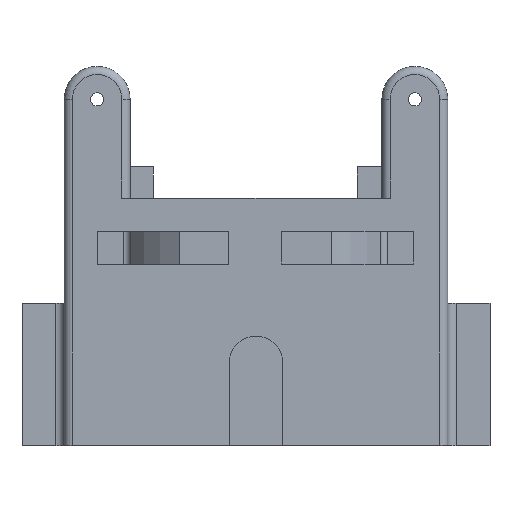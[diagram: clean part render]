
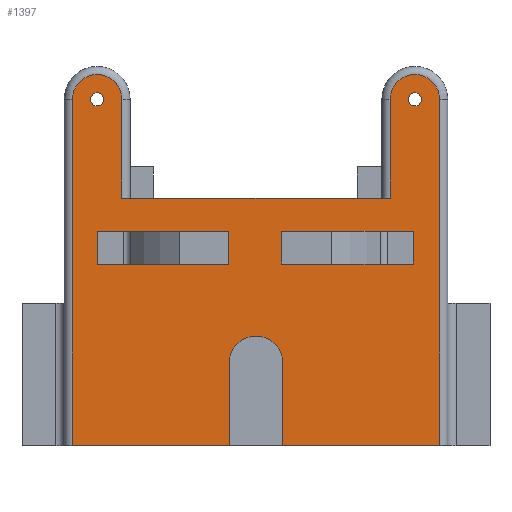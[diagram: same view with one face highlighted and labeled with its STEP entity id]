
A CAD part, top view. The second image highlights one B-rep face of the part: STEP entity #1397.
In plain terms, the highlighted planar face has unit normal (0, 0, 1).
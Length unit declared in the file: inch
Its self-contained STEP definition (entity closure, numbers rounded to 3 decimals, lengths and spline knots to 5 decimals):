
#18=FACE_BOUND('',#497,.T.);
#19=FACE_BOUND('',#498,.T.);
#20=FACE_BOUND('',#499,.T.);
#21=FACE_BOUND('',#500,.T.);
#38=PLANE('',#1538);
#132=LINE('',#2251,#269);
#134=LINE('',#2265,#271);
#136=LINE('',#2269,#273);
#137=LINE('',#2271,#274);
#138=LINE('',#2273,#275);
#139=LINE('',#2277,#276);
#140=LINE('',#2279,#277);
#141=LINE('',#2281,#278);
#142=LINE('',#2284,#279);
#143=LINE('',#2291,#280);
#144=LINE('',#2293,#281);
#145=LINE('',#2295,#282);
#146=LINE('',#2296,#283);
#147=LINE('',#2299,#284);
#148=LINE('',#2301,#285);
#149=LINE('',#2303,#286);
#150=LINE('',#2304,#287);
#269=VECTOR('',#1800,0.3937);
#271=VECTOR('',#1816,0.3937);
#273=VECTOR('',#1820,0.3937);
#274=VECTOR('',#1821,0.3937);
#275=VECTOR('',#1822,0.3937);
#276=VECTOR('',#1825,0.3937);
#277=VECTOR('',#1826,0.3937);
#278=VECTOR('',#1827,0.3937);
#279=VECTOR('',#1830,0.3937);
#280=VECTOR('',#1835,0.3937);
#281=VECTOR('',#1836,0.3937);
#282=VECTOR('',#1837,0.3937);
#283=VECTOR('',#1838,0.3937);
#284=VECTOR('',#1839,0.3937);
#285=VECTOR('',#1840,0.3937);
#286=VECTOR('',#1841,0.3937);
#287=VECTOR('',#1842,0.3937);
#414=FACE_OUTER_BOUND('',#496,.T.);
#496=EDGE_LOOP('',(#1104,#1105,#1106,#1107,#1108,#1109,#1110,#1111,#1112,
#1113,#1114,#1115));
#497=EDGE_LOOP('',(#1116));
#498=EDGE_LOOP('',(#1117));
#499=EDGE_LOOP('',(#1118,#1119,#1120,#1121));
#500=EDGE_LOOP('',(#1122,#1123,#1124,#1125));
#595=CIRCLE('',#1534,0.1875);
#598=CIRCLE('',#1539,0.20313);
#599=CIRCLE('',#1540,0.1875);
#600=CIRCLE('',#1541,0.05);
#601=CIRCLE('',#1542,0.05);
#686=VERTEX_POINT('',#2248);
#687=VERTEX_POINT('',#2250);
#690=VERTEX_POINT('',#2257);
#692=VERTEX_POINT('',#2263);
#693=VERTEX_POINT('',#2268);
#694=VERTEX_POINT('',#2270);
#695=VERTEX_POINT('',#2272);
#696=VERTEX_POINT('',#2274);
#697=VERTEX_POINT('',#2276);
#698=VERTEX_POINT('',#2278);
#699=VERTEX_POINT('',#2280);
#700=VERTEX_POINT('',#2282);
#701=VERTEX_POINT('',#2285);
#702=VERTEX_POINT('',#2287);
#703=VERTEX_POINT('',#2289);
#704=VERTEX_POINT('',#2290);
#705=VERTEX_POINT('',#2292);
#706=VERTEX_POINT('',#2294);
#707=VERTEX_POINT('',#2297);
#708=VERTEX_POINT('',#2298);
#709=VERTEX_POINT('',#2300);
#710=VERTEX_POINT('',#2302);
#844=EDGE_CURVE('',#686,#687,#132,.T.);
#848=EDGE_CURVE('',#690,#686,#595,.T.);
#851=EDGE_CURVE('',#692,#690,#134,.T.);
#853=EDGE_CURVE('',#693,#687,#136,.T.);
#854=EDGE_CURVE('',#694,#692,#137,.T.);
#855=EDGE_CURVE('',#694,#695,#138,.T.);
#856=EDGE_CURVE('',#695,#696,#598,.T.);
#857=EDGE_CURVE('',#696,#697,#139,.T.);
#858=EDGE_CURVE('',#698,#697,#140,.T.);
#859=EDGE_CURVE('',#699,#698,#141,.T.);
#860=EDGE_CURVE('',#700,#699,#599,.T.);
#861=EDGE_CURVE('',#693,#700,#142,.T.);
#862=EDGE_CURVE('',#701,#701,#600,.T.);
#863=EDGE_CURVE('',#702,#702,#601,.T.);
#864=EDGE_CURVE('',#703,#704,#143,.T.);
#865=EDGE_CURVE('',#704,#705,#144,.T.);
#866=EDGE_CURVE('',#705,#706,#145,.T.);
#867=EDGE_CURVE('',#706,#703,#146,.T.);
#868=EDGE_CURVE('',#707,#708,#147,.T.);
#869=EDGE_CURVE('',#708,#709,#148,.T.);
#870=EDGE_CURVE('',#709,#710,#149,.T.);
#871=EDGE_CURVE('',#710,#707,#150,.T.);
#1104=ORIENTED_EDGE('',*,*,#853,.T.);
#1105=ORIENTED_EDGE('',*,*,#844,.F.);
#1106=ORIENTED_EDGE('',*,*,#848,.F.);
#1107=ORIENTED_EDGE('',*,*,#851,.F.);
#1108=ORIENTED_EDGE('',*,*,#854,.F.);
#1109=ORIENTED_EDGE('',*,*,#855,.T.);
#1110=ORIENTED_EDGE('',*,*,#856,.T.);
#1111=ORIENTED_EDGE('',*,*,#857,.T.);
#1112=ORIENTED_EDGE('',*,*,#858,.F.);
#1113=ORIENTED_EDGE('',*,*,#859,.F.);
#1114=ORIENTED_EDGE('',*,*,#860,.F.);
#1115=ORIENTED_EDGE('',*,*,#861,.F.);
#1116=ORIENTED_EDGE('',*,*,#862,.T.);
#1117=ORIENTED_EDGE('',*,*,#863,.T.);
#1118=ORIENTED_EDGE('',*,*,#864,.T.);
#1119=ORIENTED_EDGE('',*,*,#865,.T.);
#1120=ORIENTED_EDGE('',*,*,#866,.T.);
#1121=ORIENTED_EDGE('',*,*,#867,.T.);
#1122=ORIENTED_EDGE('',*,*,#868,.T.);
#1123=ORIENTED_EDGE('',*,*,#869,.T.);
#1124=ORIENTED_EDGE('',*,*,#870,.T.);
#1125=ORIENTED_EDGE('',*,*,#871,.T.);
#1397=ADVANCED_FACE('',(#414,#18,#19,#20,#21),#38,.T.);
#1534=AXIS2_PLACEMENT_3D('',#2259,#1808,#1809);
#1538=AXIS2_PLACEMENT_3D('',#2267,#1818,#1819);
#1539=AXIS2_PLACEMENT_3D('',#2275,#1823,#1824);
#1540=AXIS2_PLACEMENT_3D('',#2283,#1828,#1829);
#1541=AXIS2_PLACEMENT_3D('',#2286,#1831,#1832);
#1542=AXIS2_PLACEMENT_3D('',#2288,#1833,#1834);
#1800=DIRECTION('',(0.,-1.,0.));
#1808=DIRECTION('center_axis',(0.,0.,-1.));
#1809=DIRECTION('ref_axis',(0.,1.,0.));
#1816=DIRECTION('',(0.,1.,0.));
#1818=DIRECTION('center_axis',(0.,0.,1.));
#1819=DIRECTION('ref_axis',(1.,0.,0.));
#1820=DIRECTION('',(-1.,0.,0.));
#1821=DIRECTION('',(-1.,0.,0.));
#1822=DIRECTION('',(0.,1.,0.));
#1823=DIRECTION('center_axis',(0.,0.,-1.));
#1824=DIRECTION('ref_axis',(-1.,0.,0.));
#1825=DIRECTION('',(0.,-1.,0.));
#1826=DIRECTION('',(-1.,0.,0.));
#1827=DIRECTION('',(0.,-1.,0.));
#1828=DIRECTION('center_axis',(0.,0.,-1.));
#1829=DIRECTION('ref_axis',(0.,1.,0.));
#1830=DIRECTION('',(0.,1.,0.));
#1831=DIRECTION('center_axis',(0.,0.,-1.));
#1832=DIRECTION('ref_axis',(-1.,0.,0.));
#1833=DIRECTION('center_axis',(0.,0.,-1.));
#1834=DIRECTION('ref_axis',(-1.,0.,0.));
#1835=DIRECTION('',(0.,-1.,0.));
#1836=DIRECTION('',(-1.,0.,0.));
#1837=DIRECTION('',(0.,1.,0.));
#1838=DIRECTION('',(1.,0.,0.));
#1839=DIRECTION('',(0.,-1.,0.));
#1840=DIRECTION('',(-1.,0.,0.));
#1841=DIRECTION('',(0.,1.,0.));
#1842=DIRECTION('',(1.,0.,0.));
#2248=CARTESIAN_POINT('',(-1.0178,-1.8375,0.125));
#2250=CARTESIAN_POINT('',(-1.0178,-2.5875,0.125));
#2251=CARTESIAN_POINT('',(-1.0178,-2.4893,0.125));
#2257=CARTESIAN_POINT('',(-1.3928,-1.8375,0.125));
#2259=CARTESIAN_POINT('Origin',(-1.2053,-1.8375,0.125));
#2263=CARTESIAN_POINT('',(-1.3928,-4.4625,0.125));
#2265=CARTESIAN_POINT('',(-1.3928,-2.1143,0.125));
#2267=CARTESIAN_POINT('Origin',(0.,-2.39109,
0.125));
#2268=CARTESIAN_POINT('',(1.0178,-2.5875,0.125));
#2269=CARTESIAN_POINT('',(0.9553,-2.5875,0.125));
#2270=CARTESIAN_POINT('',(-0.20313,-4.4625,0.125));
#2271=CARTESIAN_POINT('',(1.4553,-4.4625,0.125));
#2272=CARTESIAN_POINT('',(-0.20313,-3.8375,0.125));
#2273=CARTESIAN_POINT('',(-0.20313,-3.4268,0.125));
#2274=CARTESIAN_POINT('',(0.20313,-3.8375,0.125));
#2275=CARTESIAN_POINT('Origin',(0.,-3.8375,0.125));
#2276=CARTESIAN_POINT('',(0.20313,-4.4625,0.125));
#2277=CARTESIAN_POINT('',(0.20312,-3.1143,0.125));
#2278=CARTESIAN_POINT('',(1.3928,-4.4625,0.125));
#2279=CARTESIAN_POINT('',(1.4553,-4.4625,0.125));
#2280=CARTESIAN_POINT('',(1.3928,-1.8375,0.125));
#2281=CARTESIAN_POINT('',(1.3928,-2.5518,0.125));
#2282=CARTESIAN_POINT('',(1.0178,-1.8375,0.125));
#2283=CARTESIAN_POINT('Origin',(1.2053,-1.8375,0.125));
#2284=CARTESIAN_POINT('',(1.0178,-2.1143,0.125));
#2285=CARTESIAN_POINT('',(-1.1553,-1.8375,0.125));
#2286=CARTESIAN_POINT('Origin',(-1.2053,-1.8375,0.125));
#2287=CARTESIAN_POINT('',(1.2553,-1.8375,0.125));
#2288=CARTESIAN_POINT('Origin',(1.2053,-1.8375,0.125));
#2289=CARTESIAN_POINT('',(-0.20501,-2.8375,0.125));
#2290=CARTESIAN_POINT('',(-0.20501,-3.0875,0.125));
#2291=CARTESIAN_POINT('',(-0.20501,-2.6143,0.125));
#2292=CARTESIAN_POINT('',(-1.20501,-3.0875,0.125));
#2293=CARTESIAN_POINT('',(-0.10251,-3.0875,0.125));
#2294=CARTESIAN_POINT('',(-1.20501,-2.8375,0.125));
#2295=CARTESIAN_POINT('',(-1.20501,-2.7393,0.125));
#2296=CARTESIAN_POINT('',(-0.60251,-2.8375,0.125));
#2297=CARTESIAN_POINT('',(1.19353,-2.8375,0.125));
#2298=CARTESIAN_POINT('',(1.19353,-3.0875,0.125));
#2299=CARTESIAN_POINT('',(1.19353,-2.6143,0.125));
#2300=CARTESIAN_POINT('',(0.19353,-3.0875,0.125));
#2301=CARTESIAN_POINT('',(0.59676,-3.0875,0.125));
#2302=CARTESIAN_POINT('',(0.19353,-2.8375,0.125));
#2303=CARTESIAN_POINT('',(0.19353,-2.7393,0.125));
#2304=CARTESIAN_POINT('',(0.09676,-2.8375,0.125));
